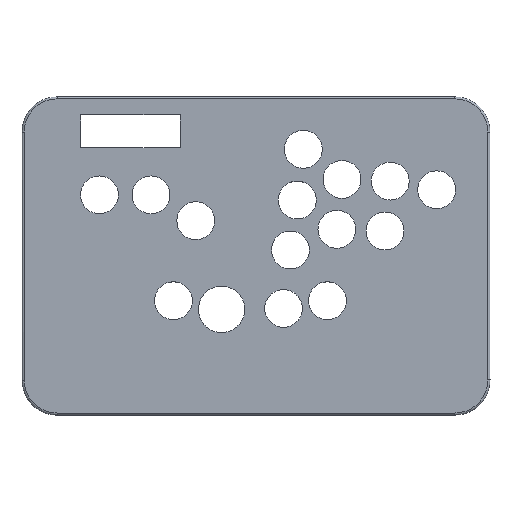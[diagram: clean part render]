
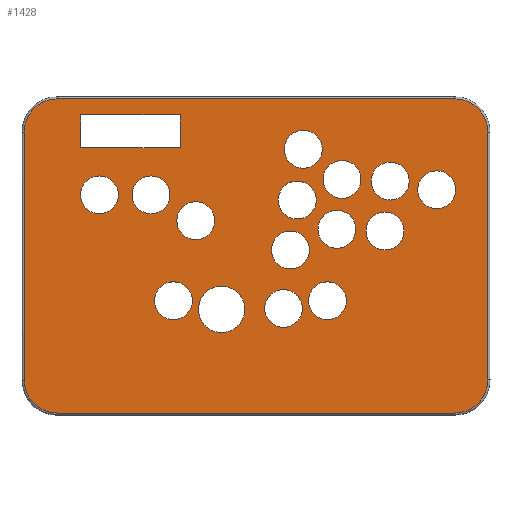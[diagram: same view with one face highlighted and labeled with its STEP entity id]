
A CAD part, top view. The second image highlights one B-rep face of the part: STEP entity #1428.
In plain terms, the highlighted planar face has unit normal (0, 0, 1).
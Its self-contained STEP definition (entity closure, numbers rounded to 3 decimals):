
#16=FACE_BOUND('',#193,.T.);
#17=FACE_BOUND('',#194,.T.);
#18=FACE_BOUND('',#195,.T.);
#19=FACE_BOUND('',#196,.T.);
#20=FACE_BOUND('',#197,.T.);
#21=FACE_BOUND('',#198,.T.);
#22=FACE_BOUND('',#199,.T.);
#23=FACE_BOUND('',#200,.T.);
#24=FACE_BOUND('',#201,.T.);
#25=FACE_BOUND('',#202,.T.);
#26=FACE_BOUND('',#203,.T.);
#27=FACE_BOUND('',#204,.T.);
#28=FACE_BOUND('',#205,.T.);
#29=FACE_BOUND('',#206,.T.);
#30=FACE_BOUND('',#207,.T.);
#31=FACE_BOUND('',#208,.T.);
#60=PLANE('',#1533);
#109=FACE_OUTER_BOUND('',#192,.T.);
#192=EDGE_LOOP('',(#1019,#1020,#1021,#1022,#1023,#1024,#1025,#1026));
#193=EDGE_LOOP('',(#1027));
#194=EDGE_LOOP('',(#1028));
#195=EDGE_LOOP('',(#1029));
#196=EDGE_LOOP('',(#1030));
#197=EDGE_LOOP('',(#1031));
#198=EDGE_LOOP('',(#1032));
#199=EDGE_LOOP('',(#1033));
#200=EDGE_LOOP('',(#1034,#1035,#1036,#1037));
#201=EDGE_LOOP('',(#1038));
#202=EDGE_LOOP('',(#1039));
#203=EDGE_LOOP('',(#1040));
#204=EDGE_LOOP('',(#1041));
#205=EDGE_LOOP('',(#1042));
#206=EDGE_LOOP('',(#1043));
#207=EDGE_LOOP('',(#1044));
#208=EDGE_LOOP('',(#1045));
#308=CIRCLE('',#1505,19.3);
#312=CIRCLE('',#1511,19.3);
#316=CIRCLE('',#1517,19.3);
#319=CIRCLE('',#1522,19.308);
#326=CIRCLE('',#1534,11.);
#327=CIRCLE('',#1535,11.);
#328=CIRCLE('',#1536,11.);
#329=CIRCLE('',#1537,11.);
#330=CIRCLE('',#1538,11.);
#331=CIRCLE('',#1539,11.);
#332=CIRCLE('',#1540,11.);
#333=CIRCLE('',#1541,13.5);
#334=CIRCLE('',#1542,11.);
#335=CIRCLE('',#1543,11.);
#336=CIRCLE('',#1544,11.);
#337=CIRCLE('',#1545,11.);
#338=CIRCLE('',#1546,11.);
#339=CIRCLE('',#1547,11.);
#340=CIRCLE('',#1548,11.);
#394=LINE('',#2134,#509);
#397=LINE('',#2162,#512);
#399=LINE('',#2174,#514);
#401=LINE('',#2186,#516);
#413=LINE('',#2241,#528);
#414=LINE('',#2243,#529);
#415=LINE('',#2245,#530);
#416=LINE('',#2246,#531);
#509=VECTOR('',#1675,10.);
#512=VECTOR('',#1692,10.);
#514=VECTOR('',#1706,10.);
#516=VECTOR('',#1720,10.);
#528=VECTOR('',#1774,10.);
#529=VECTOR('',#1775,10.);
#530=VECTOR('',#1776,10.);
#531=VECTOR('',#1777,10.);
#624=VERTEX_POINT('',#2132);
#625=VERTEX_POINT('',#2133);
#628=VERTEX_POINT('',#2152);
#630=VERTEX_POINT('',#2158);
#632=VERTEX_POINT('',#2164);
#634=VERTEX_POINT('',#2170);
#636=VERTEX_POINT('',#2176);
#638=VERTEX_POINT('',#2182);
#653=VERTEX_POINT('',#2225);
#654=VERTEX_POINT('',#2227);
#655=VERTEX_POINT('',#2229);
#656=VERTEX_POINT('',#2231);
#657=VERTEX_POINT('',#2233);
#658=VERTEX_POINT('',#2235);
#659=VERTEX_POINT('',#2237);
#660=VERTEX_POINT('',#2239);
#661=VERTEX_POINT('',#2240);
#662=VERTEX_POINT('',#2242);
#663=VERTEX_POINT('',#2244);
#664=VERTEX_POINT('',#2247);
#665=VERTEX_POINT('',#2249);
#666=VERTEX_POINT('',#2251);
#667=VERTEX_POINT('',#2253);
#668=VERTEX_POINT('',#2255);
#669=VERTEX_POINT('',#2257);
#670=VERTEX_POINT('',#2259);
#671=VERTEX_POINT('',#2261);
#758=EDGE_CURVE('',#624,#625,#394,.T.);
#764=EDGE_CURVE('',#625,#628,#308,.T.);
#767=EDGE_CURVE('',#628,#630,#397,.T.);
#770=EDGE_CURVE('',#630,#632,#312,.T.);
#773=EDGE_CURVE('',#632,#634,#399,.T.);
#776=EDGE_CURVE('',#634,#636,#316,.T.);
#779=EDGE_CURVE('',#636,#638,#401,.T.);
#781=EDGE_CURVE('',#638,#624,#319,.T.);
#799=EDGE_CURVE('',#653,#653,#326,.T.);
#800=EDGE_CURVE('',#654,#654,#327,.T.);
#801=EDGE_CURVE('',#655,#655,#328,.T.);
#802=EDGE_CURVE('',#656,#656,#329,.T.);
#803=EDGE_CURVE('',#657,#657,#330,.T.);
#804=EDGE_CURVE('',#658,#658,#331,.T.);
#805=EDGE_CURVE('',#659,#659,#332,.T.);
#806=EDGE_CURVE('',#660,#661,#413,.T.);
#807=EDGE_CURVE('',#661,#662,#414,.T.);
#808=EDGE_CURVE('',#662,#663,#415,.T.);
#809=EDGE_CURVE('',#663,#660,#416,.T.);
#810=EDGE_CURVE('',#664,#664,#333,.T.);
#811=EDGE_CURVE('',#665,#665,#334,.T.);
#812=EDGE_CURVE('',#666,#666,#335,.T.);
#813=EDGE_CURVE('',#667,#667,#336,.T.);
#814=EDGE_CURVE('',#668,#668,#337,.T.);
#815=EDGE_CURVE('',#669,#669,#338,.T.);
#816=EDGE_CURVE('',#670,#670,#339,.T.);
#817=EDGE_CURVE('',#671,#671,#340,.T.);
#1019=ORIENTED_EDGE('',*,*,#758,.F.);
#1020=ORIENTED_EDGE('',*,*,#781,.F.);
#1021=ORIENTED_EDGE('',*,*,#779,.F.);
#1022=ORIENTED_EDGE('',*,*,#776,.F.);
#1023=ORIENTED_EDGE('',*,*,#773,.F.);
#1024=ORIENTED_EDGE('',*,*,#770,.F.);
#1025=ORIENTED_EDGE('',*,*,#767,.F.);
#1026=ORIENTED_EDGE('',*,*,#764,.F.);
#1027=ORIENTED_EDGE('',*,*,#799,.T.);
#1028=ORIENTED_EDGE('',*,*,#800,.T.);
#1029=ORIENTED_EDGE('',*,*,#801,.T.);
#1030=ORIENTED_EDGE('',*,*,#802,.T.);
#1031=ORIENTED_EDGE('',*,*,#803,.T.);
#1032=ORIENTED_EDGE('',*,*,#804,.T.);
#1033=ORIENTED_EDGE('',*,*,#805,.T.);
#1034=ORIENTED_EDGE('',*,*,#806,.T.);
#1035=ORIENTED_EDGE('',*,*,#807,.T.);
#1036=ORIENTED_EDGE('',*,*,#808,.T.);
#1037=ORIENTED_EDGE('',*,*,#809,.T.);
#1038=ORIENTED_EDGE('',*,*,#810,.T.);
#1039=ORIENTED_EDGE('',*,*,#811,.T.);
#1040=ORIENTED_EDGE('',*,*,#812,.T.);
#1041=ORIENTED_EDGE('',*,*,#813,.T.);
#1042=ORIENTED_EDGE('',*,*,#814,.T.);
#1043=ORIENTED_EDGE('',*,*,#815,.T.);
#1044=ORIENTED_EDGE('',*,*,#816,.T.);
#1045=ORIENTED_EDGE('',*,*,#817,.T.);
#1428=ADVANCED_FACE('',(#109,#16,#17,#18,#19,#20,#21,#22,#23,#24,#25,#26,
#27,#28,#29,#30,#31),#60,.F.);
#1505=AXIS2_PLACEMENT_3D('',#2156,#1685,#1686);
#1511=AXIS2_PLACEMENT_3D('',#2168,#1699,#1700);
#1517=AXIS2_PLACEMENT_3D('',#2180,#1713,#1714);
#1522=AXIS2_PLACEMENT_3D('',#2189,#1725,#1726);
#1533=AXIS2_PLACEMENT_3D('',#2224,#1758,#1759);
#1534=AXIS2_PLACEMENT_3D('',#2226,#1760,#1761);
#1535=AXIS2_PLACEMENT_3D('',#2228,#1762,#1763);
#1536=AXIS2_PLACEMENT_3D('',#2230,#1764,#1765);
#1537=AXIS2_PLACEMENT_3D('',#2232,#1766,#1767);
#1538=AXIS2_PLACEMENT_3D('',#2234,#1768,#1769);
#1539=AXIS2_PLACEMENT_3D('',#2236,#1770,#1771);
#1540=AXIS2_PLACEMENT_3D('',#2238,#1772,#1773);
#1541=AXIS2_PLACEMENT_3D('',#2248,#1778,#1779);
#1542=AXIS2_PLACEMENT_3D('',#2250,#1780,#1781);
#1543=AXIS2_PLACEMENT_3D('',#2252,#1782,#1783);
#1544=AXIS2_PLACEMENT_3D('',#2254,#1784,#1785);
#1545=AXIS2_PLACEMENT_3D('',#2256,#1786,#1787);
#1546=AXIS2_PLACEMENT_3D('',#2258,#1788,#1789);
#1547=AXIS2_PLACEMENT_3D('',#2260,#1790,#1791);
#1548=AXIS2_PLACEMENT_3D('',#2262,#1792,#1793);
#1675=DIRECTION('',(0.,1.,0.));
#1685=DIRECTION('center_axis',(0.,0.,-1.));
#1686=DIRECTION('ref_axis',(-0.707,0.707,0.));
#1692=DIRECTION('',(1.,0.,0.));
#1699=DIRECTION('center_axis',(0.,0.,-1.));
#1700=DIRECTION('ref_axis',(0.707,0.707,0.));
#1706=DIRECTION('',(0.,-1.,0.));
#1713=DIRECTION('center_axis',(0.,0.,-1.));
#1714=DIRECTION('ref_axis',(0.707,-0.707,0.));
#1720=DIRECTION('',(-1.,0.,0.));
#1725=DIRECTION('center_axis',(0.,0.,-1.));
#1726=DIRECTION('ref_axis',(-0.697,-0.717,0.));
#1758=DIRECTION('center_axis',(0.,0.,-1.));
#1759=DIRECTION('ref_axis',(1.,0.,0.));
#1760=DIRECTION('center_axis',(0.,0.,-1.));
#1761=DIRECTION('ref_axis',(1.,0.,0.));
#1762=DIRECTION('center_axis',(0.,0.,-1.));
#1763=DIRECTION('ref_axis',(1.,0.,0.));
#1764=DIRECTION('center_axis',(0.,0.,-1.));
#1765=DIRECTION('ref_axis',(1.,0.,0.));
#1766=DIRECTION('center_axis',(0.,0.,-1.));
#1767=DIRECTION('ref_axis',(1.,0.,0.));
#1768=DIRECTION('center_axis',(0.,0.,-1.));
#1769=DIRECTION('ref_axis',(1.,0.,0.));
#1770=DIRECTION('center_axis',(0.,0.,-1.));
#1771=DIRECTION('ref_axis',(1.,0.,0.));
#1772=DIRECTION('center_axis',(0.,0.,-1.));
#1773=DIRECTION('ref_axis',(1.,0.,0.));
#1774=DIRECTION('',(1.,0.,0.));
#1775=DIRECTION('',(0.,-1.,0.));
#1776=DIRECTION('',(-1.,0.,0.));
#1777=DIRECTION('',(0.,1.,0.));
#1778=DIRECTION('center_axis',(0.,0.,-1.));
#1779=DIRECTION('ref_axis',(1.,0.,0.));
#1780=DIRECTION('center_axis',(0.,0.,-1.));
#1781=DIRECTION('ref_axis',(1.,0.,0.));
#1782=DIRECTION('center_axis',(0.,0.,-1.));
#1783=DIRECTION('ref_axis',(1.,0.,0.));
#1784=DIRECTION('center_axis',(0.,0.,-1.));
#1785=DIRECTION('ref_axis',(1.,0.,0.));
#1786=DIRECTION('center_axis',(0.,0.,-1.));
#1787=DIRECTION('ref_axis',(1.,0.,0.));
#1788=DIRECTION('center_axis',(0.,0.,-1.));
#1789=DIRECTION('ref_axis',(1.,0.,0.));
#1790=DIRECTION('center_axis',(0.,0.,-1.));
#1791=DIRECTION('ref_axis',(1.,0.,0.));
#1792=DIRECTION('center_axis',(0.,0.,-1.));
#1793=DIRECTION('ref_axis',(1.,0.,0.));
#2132=CARTESIAN_POINT('',(-3.3,-160.541,0.));
#2133=CARTESIAN_POINT('',(-3.3,-16.,0.));
#2134=CARTESIAN_POINT('',(-3.3,-124.279,0.));
#2152=CARTESIAN_POINT('',(16.,3.3,0.));
#2156=CARTESIAN_POINT('Origin',(16.,-16.,0.));
#2158=CARTESIAN_POINT('',(247.,3.3,0.));
#2162=CARTESIAN_POINT('',(73.75,3.3,0.));
#2164=CARTESIAN_POINT('',(266.3,-16.,0.));
#2168=CARTESIAN_POINT('Origin',(247.,-16.,0.));
#2170=CARTESIAN_POINT('',(266.3,-160.,0.));
#2174=CARTESIAN_POINT('',(266.3,-52.,0.));
#2176=CARTESIAN_POINT('',(247.,-179.3,0.));
#2180=CARTESIAN_POINT('Origin',(247.,-160.,0.));
#2182=CARTESIAN_POINT('',(16.,-179.3,0.));
#2186=CARTESIAN_POINT('',(189.25,-179.3,0.));
#2189=CARTESIAN_POINT('Origin',(16.,-159.992,0.));
#2224=CARTESIAN_POINT('Origin',(131.5,-88.,0.));
#2225=CARTESIAN_POINT('',(162.,-114.,0.));
#2226=CARTESIAN_POINT('Origin',(173.,-114.,0.));
#2227=CARTESIAN_POINT('',(72.5,-114.,0.));
#2228=CARTESIAN_POINT('Origin',(83.5,-114.,0.));
#2229=CARTESIAN_POINT('',(85.5,-67.5,0.));
#2230=CARTESIAN_POINT('Origin',(96.5,-67.5,0.));
#2231=CARTESIAN_POINT('',(148.,-26.,0.));
#2232=CARTESIAN_POINT('Origin',(159.,-26.,0.));
#2233=CARTESIAN_POINT('',(198.51,-44.5,0.));
#2234=CARTESIAN_POINT('Origin',(209.51,-44.5,0.));
#2235=CARTESIAN_POINT('',(136.5,-118.5,0.));
#2236=CARTESIAN_POINT('Origin',(147.5,-118.5,0.));
#2237=CARTESIAN_POINT('',(170.5,-43.5,0.));
#2238=CARTESIAN_POINT('Origin',(181.5,-43.5,0.));
#2239=CARTESIAN_POINT('',(29.5,-6.,0.));
#2240=CARTESIAN_POINT('',(87.5,-6.,0.));
#2241=CARTESIAN_POINT('',(80.5,-6.,0.));
#2242=CARTESIAN_POINT('',(87.5,-25.,0.));
#2243=CARTESIAN_POINT('',(87.5,-47.,0.));
#2244=CARTESIAN_POINT('',(29.5,-25.,0.));
#2245=CARTESIAN_POINT('',(109.5,-25.,0.));
#2246=CARTESIAN_POINT('',(29.5,-56.5,0.));
#2247=CARTESIAN_POINT('',(98.,-119.,0.));
#2248=CARTESIAN_POINT('Origin',(111.5,-119.,0.));
#2249=CARTESIAN_POINT('',(59.5,-52.5,0.));
#2250=CARTESIAN_POINT('Origin',(70.5,-52.5,0.));
#2251=CARTESIAN_POINT('',(195.5,-73.5,0.));
#2252=CARTESIAN_POINT('Origin',(206.5,-73.5,0.));
#2253=CARTESIAN_POINT('',(140.5,-84.5,0.));
#2254=CARTESIAN_POINT('Origin',(151.5,-84.5,0.));
#2255=CARTESIAN_POINT('',(144.5,-55.5,0.));
#2256=CARTESIAN_POINT('Origin',(155.5,-55.5,0.));
#2257=CARTESIAN_POINT('',(167.5,-72.5,0.));
#2258=CARTESIAN_POINT('Origin',(178.5,-72.5,0.));
#2259=CARTESIAN_POINT('',(225.5,-49.5,0.));
#2260=CARTESIAN_POINT('Origin',(236.5,-49.5,0.));
#2261=CARTESIAN_POINT('',(29.5,-52.5,0.));
#2262=CARTESIAN_POINT('Origin',(40.5,-52.5,0.));
